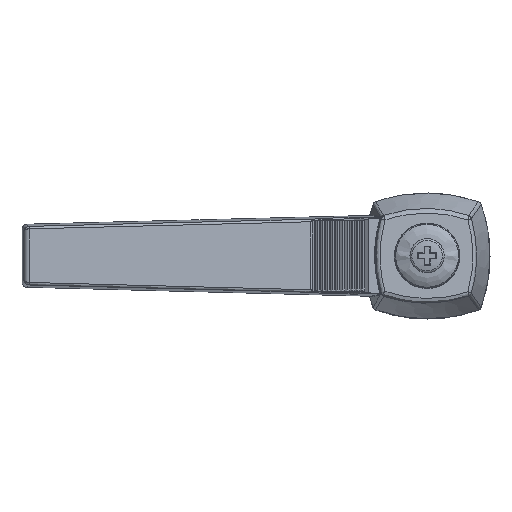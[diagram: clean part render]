
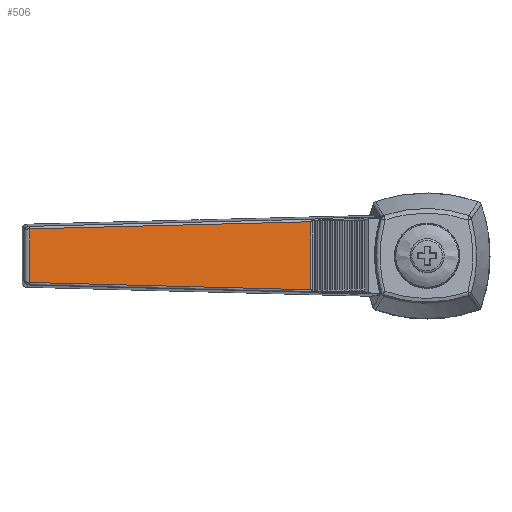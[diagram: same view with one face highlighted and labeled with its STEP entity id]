
A CAD part, top view. The second image highlights one B-rep face of the part: STEP entity #506.
In plain terms, the highlighted planar face has unit normal (0.174, 0, 0.985).
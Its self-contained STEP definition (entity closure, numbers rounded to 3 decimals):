
#506 = ADVANCED_FACE( '', ( #1118 ), #1119, .F. );
#1118 = FACE_OUTER_BOUND( '', #4585, .T. );
#1119 = PLANE( '', #4586 );
#4585 = EDGE_LOOP( '', ( #7893, #7894, #7895, #7896 ) );
#4586 = AXIS2_PLACEMENT_3D( '', #7897, #7898, #7899 );
#7893 = ORIENTED_EDGE( '', *, *, #9122, .T. );
#7894 = ORIENTED_EDGE( '', *, *, #9003, .T. );
#7895 = ORIENTED_EDGE( '', *, *, #9123, .T. );
#7896 = ORIENTED_EDGE( '', *, *, #9044, .T. );
#7897 = CARTESIAN_POINT( '', ( -33.905, 0., 38.274 ) );
#7898 = DIRECTION( '', ( -0.174, 0., -0.985 ) );
#7899 = DIRECTION( '', ( -0.985, 0., 0.174 ) );
#9003 = EDGE_CURVE( '', #10013, #9977, #10014, .F. );
#9044 = EDGE_CURVE( '', #9967, #10006, #10072, .F. );
#9122 = EDGE_CURVE( '', #10006, #10013, #10177, .T. );
#9123 = EDGE_CURVE( '', #9977, #9967, #10178, .T. );
#9967 = VERTEX_POINT( '', #13031 );
#9977 = VERTEX_POINT( '', #13095 );
#10006 = VERTEX_POINT( '', #13206 );
#10013 = VERTEX_POINT( '', #13267 );
#10014 = LINE( '', #13268, #13269 );
#10072 = LINE( '', #13561, #13562 );
#10177 = B_SPLINE_CURVE_WITH_KNOTS( '', 3, ( #13969, #13970, #13971, #13972, #13973, #13974, #13975, #13976 ), .UNSPECIFIED., .F., .F., ( 4, 2, 2, 4 ), ( 0., 0.028, 0.043, 0.057 ), .UNSPECIFIED. );
#10178 = B_SPLINE_CURVE_WITH_KNOTS( '', 3, ( #13977, #13978, #13979, #13980, #13981, #13982, #13983, #13984 ), .UNSPECIFIED., .F., .F., ( 4, 2, 2, 4 ), ( 0.001, 0.015, 0.029, 0.058 ), .UNSPECIFIED. );
#13031 = CARTESIAN_POINT( '', ( -23.09, -6.754, 36.367 ) );
#13095 = CARTESIAN_POINT( '', ( -78.94, -5.324, 46.215 ) );
#13206 = CARTESIAN_POINT( '', ( -23.09, 6.754, 36.367 ) );
#13267 = CARTESIAN_POINT( '', ( -78.94, 5.324, 46.215 ) );
#13268 = CARTESIAN_POINT( '', ( -78.94, 0., 46.215 ) );
#13269 = VECTOR( '', #15170, 1000. );
#13561 = CARTESIAN_POINT( '', ( -23.09, 6.986, 36.367 ) );
#13562 = VECTOR( '', #15201, 1000. );
#13969 = CARTESIAN_POINT( '', ( -23.09, 6.754, 36.367 ) );
#13970 = CARTESIAN_POINT( '', ( -32.398, 6.514, 38.009 ) );
#13971 = CARTESIAN_POINT( '', ( -41.706, 6.275, 39.65 ) );
#13972 = CARTESIAN_POINT( '', ( -55.669, 5.918, 42.112 ) );
#13973 = CARTESIAN_POINT( '', ( -60.323, 5.798, 42.932 ) );
#13974 = CARTESIAN_POINT( '', ( -69.631, 5.561, 44.574 ) );
#13975 = CARTESIAN_POINT( '', ( -74.286, 5.442, 45.394 ) );
#13976 = CARTESIAN_POINT( '', ( -78.94, 5.324, 46.215 ) );
#13977 = CARTESIAN_POINT( '', ( -78.94, -5.324, 46.215 ) );
#13978 = CARTESIAN_POINT( '', ( -74.286, -5.442, 45.394 ) );
#13979 = CARTESIAN_POINT( '', ( -69.631, -5.561, 44.574 ) );
#13980 = CARTESIAN_POINT( '', ( -60.323, -5.798, 42.932 ) );
#13981 = CARTESIAN_POINT( '', ( -55.669, -5.918, 42.112 ) );
#13982 = CARTESIAN_POINT( '', ( -41.706, -6.275, 39.65 ) );
#13983 = CARTESIAN_POINT( '', ( -32.398, -6.514, 38.009 ) );
#13984 = CARTESIAN_POINT( '', ( -23.09, -6.754, 36.367 ) );
#15170 = DIRECTION( '', ( 0., 1., 0. ) );
#15201 = DIRECTION( '', ( 0., -1., 0. ) );
